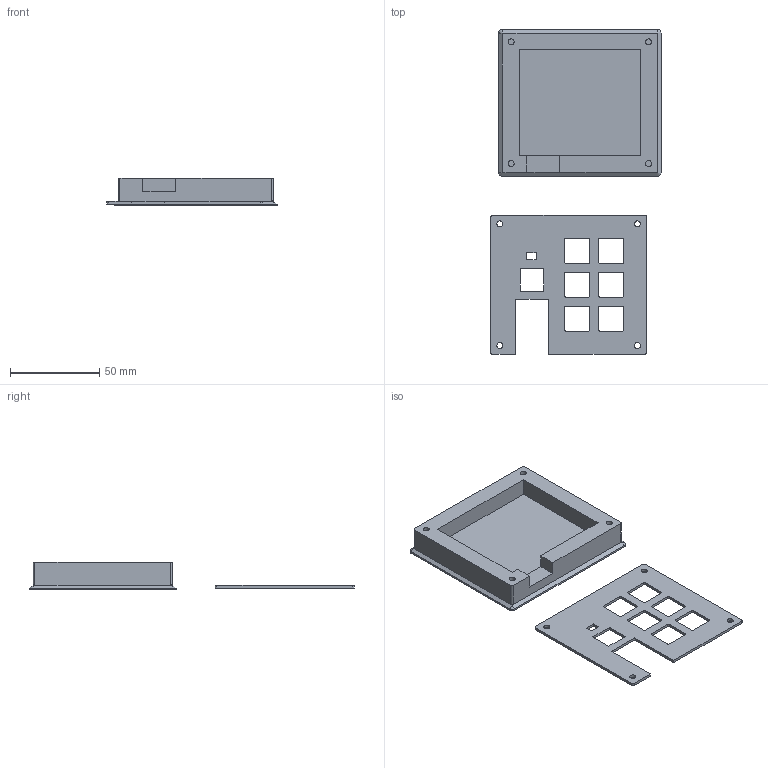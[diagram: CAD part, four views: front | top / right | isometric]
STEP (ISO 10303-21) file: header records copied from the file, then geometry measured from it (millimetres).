
FILE_DESCRIPTION(/* description */ (''),/* implementation_level */ '2;1');
FILE_NAME(/* name */ 'Hackpad_model_Submission.step',/* time_stamp */ '2025-12-13T20:32:48+03:00',/* author */ (''),/* organization */ (''),/* preprocessor_version */ 'ST-DEVELOPER v20.1',/* originating_system */ 'Autodesk Translation Framework v14.21.0.0',/* authorisation */ '');
FILE_SCHEMA (('AUTOMOTIVE_DESIGN { 1 0 10303 214 3 1 1 }'));
Length unit declared in the file: millimetre
Products named in the file (4): 2025-12-13-19-54-50-946; 2025-12-11-12-55-23-290; 2025-12-11-12-55-23-291; 2025-12-13-16-37-23-853
Assembly tree (3 placements, depth 3):
  2025-12-13-19-54-50-946
    2025-12-11-12-55-23-290
      2025-12-11-12-55-23-291
    2025-12-13-16-37-23-853
Bounding box: 95.38 x 182.25 x 15.5 mm (x, y, z)
Volume: 71464.9 mm3; surface area: 34076.1 mm2
Topology: 2 solids, 2 shells, 467 faces, 1301 edges, 862 vertices
Faces by surface type: bspline 245, plane 170, cylinder 48, cone 4
Full cylindrical faces by diameter (mm): 3.4 x8, 6 x4
Entity records: 17317 total; most frequent: CARTESIAN_POINT 6798, ORIENTED_EDGE 2594, DIRECTION 1365, EDGE_CURVE 1297, VERTEX_POINT 862, LINE 707, VECTOR 707, EDGE_LOOP 519
